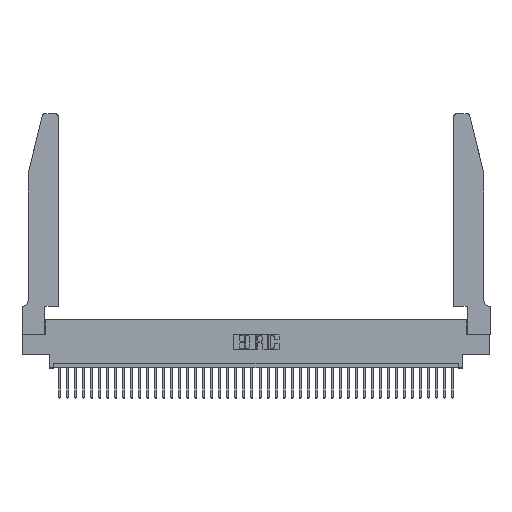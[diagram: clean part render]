
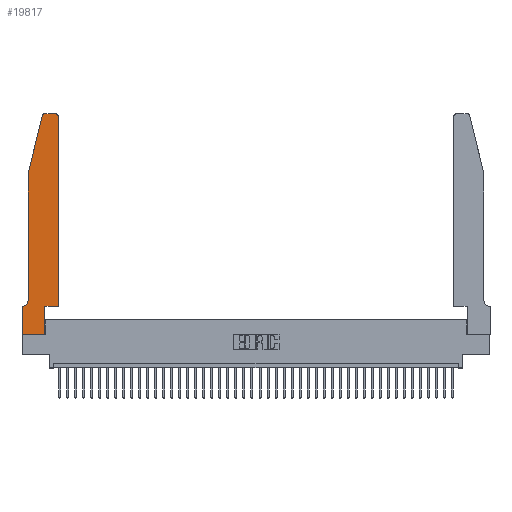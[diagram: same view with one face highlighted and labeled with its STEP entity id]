
A CAD part, top view. The second image highlights one B-rep face of the part: STEP entity #19817.
In plain terms, the highlighted planar face has unit normal (0, 0, 1).
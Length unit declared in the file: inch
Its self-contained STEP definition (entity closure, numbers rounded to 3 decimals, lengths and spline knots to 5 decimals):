
#306 = CARTESIAN_POINT ( 'NONE',  ( 0.4505, 0.35, 0.37 ) ) ;
#826 = CARTESIAN_POINT ( 'NONE',  ( 0., 0., 0.37 ) ) ;
#1035 = EDGE_CURVE ( 'NONE', #32235, #17584, #23782, .T. ) ;
#1528 = DIRECTION ( 'NONE',  ( 0., 0., 1. ) ) ;
#1715 = VECTOR ( 'NONE', #38385, 39.37008 ) ;
#2464 = DIRECTION ( 'NONE',  ( 0., 0., 1. ) ) ;
#2740 = VECTOR ( 'NONE', #29550, 39.37008 ) ;
#2757 = EDGE_CURVE ( 'NONE', #10688, #3736, #35064, .T. ) ;
#3076 = CARTESIAN_POINT ( 'NONE',  ( 0., 0., 0.37 ) ) ;
#3413 = CARTESIAN_POINT ( 'NONE',  ( 0.4205, 2.75, 0.37 ) ) ;
#3735 = ORIENTED_EDGE ( 'NONE', *, *, #1035, .T. ) ;
#3736 = VERTEX_POINT ( 'NONE', #13012 ) ;
#4157 = LINE ( 'NONE', #37383, #37246 ) ;
#5430 = VERTEX_POINT ( 'NONE', #31535 ) ;
#5621 = VECTOR ( 'NONE', #40611, 39.37008 ) ;
#5738 = LINE ( 'NONE', #7164, #2740 ) ;
#6169 = EDGE_CURVE ( 'NONE', #7509, #36090, #5738, .T. ) ;
#6288 = VECTOR ( 'NONE', #28316, 39.37008 ) ;
#6554 = DIRECTION ( 'NONE',  ( 0., 0., 1. ) ) ;
#6737 = EDGE_CURVE ( 'NONE', #36090, #19468, #4157, .T. ) ;
#6987 = CARTESIAN_POINT ( 'NONE',  ( 0.0755, 0.42, 0.37 ) ) ;
#7051 = CARTESIAN_POINT ( 'NONE',  ( 0.4505, 2.72, 0.37 ) ) ;
#7164 = CARTESIAN_POINT ( 'NONE',  ( 0.0755, 2., 0.37 ) ) ;
#7346 = EDGE_CURVE ( 'NONE', #26131, #10120, #39625, .T. ) ;
#7509 = VERTEX_POINT ( 'NONE', #35174 ) ;
#8324 = CARTESIAN_POINT ( 'NONE',  ( 0.284, 2.72, 0.37 ) ) ;
#8389 = EDGE_CURVE ( 'NONE', #19468, #10688, #35961, .T. ) ;
#8585 = VECTOR ( 'NONE', #23220, 39.37008 ) ;
#9774 = CARTESIAN_POINT ( 'NONE',  ( 0.2865, 0.35, 0.37 ) ) ;
#9957 = DIRECTION ( 'NONE',  ( 1., 0., 0. ) ) ;
#10120 = VERTEX_POINT ( 'NONE', #40932 ) ;
#10151 = LINE ( 'NONE', #16197, #1715 ) ;
#10688 = VERTEX_POINT ( 'NONE', #36096 ) ;
#10821 = ORIENTED_EDGE ( 'NONE', *, *, #6737, .T. ) ;
#12376 = AXIS2_PLACEMENT_3D ( 'NONE', #22214, #6554, #31775 ) ;
#12977 = EDGE_CURVE ( 'NONE', #5430, #32235, #36481, .T. ) ;
#13012 = CARTESIAN_POINT ( 'NONE',  ( 0., 0.35, 0.37 ) ) ;
#13979 = EDGE_CURVE ( 'NONE', #10120, #7509, #38872, .T. ) ;
#14522 = VECTOR ( 'NONE', #22100, 39.37008 ) ;
#14614 = AXIS2_PLACEMENT_3D ( 'NONE', #8324, #2464, #16015 ) ;
#14877 = LINE ( 'NONE', #34437, #6288 ) ;
#14882 = CARTESIAN_POINT ( 'NONE',  ( 0.4205, 2.72, 0.37 ) ) ;
#15322 = EDGE_CURVE ( 'NONE', #3736, #19151, #14877, .T. ) ;
#15371 = VECTOR ( 'NONE', #38734, 39.37008 ) ;
#16015 = DIRECTION ( 'NONE',  ( 1., 0., 0. ) ) ;
#16197 = CARTESIAN_POINT ( 'NONE',  ( 0.4505, 0.35, 0.37 ) ) ;
#17039 = ORIENTED_EDGE ( 'NONE', *, *, #7346, .T. ) ;
#17192 = ORIENTED_EDGE ( 'NONE', *, *, #6169, .T. ) ;
#17584 = VERTEX_POINT ( 'NONE', #39787 ) ;
#17836 = ORIENTED_EDGE ( 'NONE', *, *, #18719, .T. ) ;
#18057 = AXIS2_PLACEMENT_3D ( 'NONE', #14882, #1528, #26991 ) ;
#18242 = CARTESIAN_POINT ( 'NONE',  ( 0.2605, 2.75, 0.37 ) ) ;
#18719 = EDGE_CURVE ( 'NONE', #19151, #5430, #33866, .T. ) ;
#19151 = VERTEX_POINT ( 'NONE', #3076 ) ;
#19468 = VERTEX_POINT ( 'NONE', #6987 ) ;
#19817 = ADVANCED_FACE ( 'NONE', ( #40162 ), #38576, .T. ) ;
#20891 = VERTEX_POINT ( 'NONE', #7051 ) ;
#21407 = ORIENTED_EDGE ( 'NONE', *, *, #13979, .T. ) ;
#22100 = DIRECTION ( 'NONE',  ( 0., 1., 0. ) ) ;
#22214 = CARTESIAN_POINT ( 'NONE',  ( 0., 0.35, 0.37 ) ) ;
#22490 = ORIENTED_EDGE ( 'NONE', *, *, #2757, .T. ) ;
#22772 = EDGE_LOOP ( 'NONE', ( #17039, #21407, #17192, #10821, #27615, #22490, #31675, #17836, #26605, #3735, #40208, #35667 ) ) ;
#23220 = DIRECTION ( 'NONE',  ( -1., 0., 0. ) ) ;
#23782 = LINE ( 'NONE', #306, #34737 ) ;
#24638 = CARTESIAN_POINT ( 'NONE',  ( 0.2865, 0.35, 0.37 ) ) ;
#24762 = DIRECTION ( 'NONE',  ( -1., 0., 0. ) ) ;
#26131 = VERTEX_POINT ( 'NONE', #3413 ) ;
#26605 = ORIENTED_EDGE ( 'NONE', *, *, #12977, .T. ) ;
#26991 = DIRECTION ( 'NONE',  ( 1., 0., 0. ) ) ;
#27562 = CARTESIAN_POINT ( 'NONE',  ( 0.0755, 2., 0.37 ) ) ;
#27615 = ORIENTED_EDGE ( 'NONE', *, *, #8389, .T. ) ;
#28316 = DIRECTION ( 'NONE',  ( 0., -1., 0. ) ) ;
#29550 = DIRECTION ( 'NONE',  ( -0.239, -0.971, 0. ) ) ;
#30135 = CIRCLE ( 'NONE', #18057, 0.03 ) ;
#30941 = DIRECTION ( 'NONE',  ( 0., -1., 0. ) ) ;
#31535 = CARTESIAN_POINT ( 'NONE',  ( 0.2865, 0., 0.37 ) ) ;
#31675 = ORIENTED_EDGE ( 'NONE', *, *, #15322, .T. ) ;
#31775 = DIRECTION ( 'NONE',  ( 1., 0., 0. ) ) ;
#32235 = VERTEX_POINT ( 'NONE', #9774 ) ;
#32499 = EDGE_CURVE ( 'NONE', #20891, #26131, #30135, .T. ) ;
#33866 = LINE ( 'NONE', #826, #15371 ) ;
#34319 = CARTESIAN_POINT ( 'NONE',  ( 0.0055, 0.42, 0.37 ) ) ;
#34437 = CARTESIAN_POINT ( 'NONE',  ( 0., 0., 0.37 ) ) ;
#34737 = VECTOR ( 'NONE', #9957, 39.37008 ) ;
#35064 = LINE ( 'NONE', #35735, #8585 ) ;
#35174 = CARTESIAN_POINT ( 'NONE',  ( 0.25487, 2.72718, 0.37 ) ) ;
#35667 = ORIENTED_EDGE ( 'NONE', *, *, #32499, .T. ) ;
#35735 = CARTESIAN_POINT ( 'NONE',  ( 0.0755, 0.35, 0.37 ) ) ;
#35961 = CIRCLE ( 'NONE', #36663, 0.07 ) ;
#36090 = VERTEX_POINT ( 'NONE', #27562 ) ;
#36096 = CARTESIAN_POINT ( 'NONE',  ( 0.0055, 0.35, 0.37 ) ) ;
#36481 = LINE ( 'NONE', #24638, #14522 ) ;
#36663 = AXIS2_PLACEMENT_3D ( 'NONE', #34319, #40817, #24762 ) ;
#37246 = VECTOR ( 'NONE', #30941, 39.37008 ) ;
#37383 = CARTESIAN_POINT ( 'NONE',  ( 0.0755, 2., 0.37 ) ) ;
#38354 = EDGE_CURVE ( 'NONE', #17584, #20891, #10151, .T. ) ;
#38385 = DIRECTION ( 'NONE',  ( 0., 1., 0. ) ) ;
#38576 = PLANE ( 'NONE',  #12376 ) ;
#38734 = DIRECTION ( 'NONE',  ( 1., 0., 0. ) ) ;
#38872 = CIRCLE ( 'NONE', #14614, 0.03 ) ;
#39625 = LINE ( 'NONE', #18242, #5621 ) ;
#39787 = CARTESIAN_POINT ( 'NONE',  ( 0.4505, 0.35, 0.37 ) ) ;
#40162 = FACE_OUTER_BOUND ( 'NONE', #22772, .T. ) ;
#40208 = ORIENTED_EDGE ( 'NONE', *, *, #38354, .T. ) ;
#40611 = DIRECTION ( 'NONE',  ( -1., 0., 0. ) ) ;
#40817 = DIRECTION ( 'NONE',  ( 0., 0., -1. ) ) ;
#40932 = CARTESIAN_POINT ( 'NONE',  ( 0.284, 2.75, 0.37 ) ) ;
